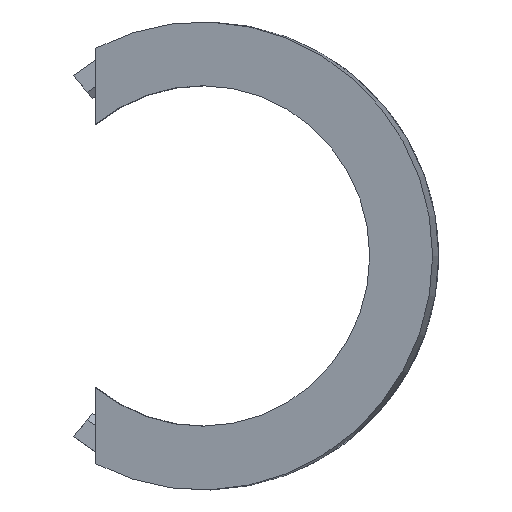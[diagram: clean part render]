
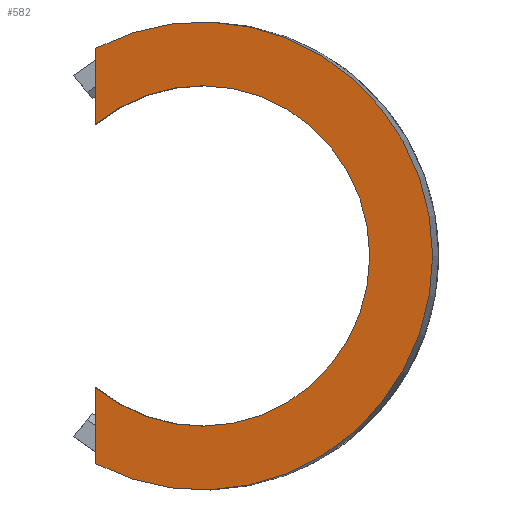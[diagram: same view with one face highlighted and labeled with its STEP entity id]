
A CAD part, top view. The second image highlights one B-rep face of the part: STEP entity #582.
In plain terms, the highlighted planar face has unit normal (-0.174, 0, 0.985).
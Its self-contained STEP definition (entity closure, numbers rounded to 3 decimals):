
#65=FACE_OUTER_BOUND('',#98,.T.);
#98=EDGE_LOOP('',(#518,#519,#520,#521));
#138=LINE('',#991,#182);
#142=LINE('',#1035,#186);
#182=VECTOR('',#801,10.);
#186=VECTOR('',#819,10.);
#222=CIRCLE('',#645,8.25);
#224=CIRCLE('',#652,6.);
#269=VERTEX_POINT('',#972);
#272=VERTEX_POINT('',#983);
#277=VERTEX_POINT('',#1024);
#278=VERTEX_POINT('',#1034);
#349=EDGE_CURVE('',#272,#269,#138,.T.);
#356=EDGE_CURVE('',#277,#269,#222,.T.);
#359=EDGE_CURVE('',#277,#278,#142,.T.);
#363=EDGE_CURVE('',#272,#278,#224,.T.);
#518=ORIENTED_EDGE('',*,*,#349,.F.);
#519=ORIENTED_EDGE('',*,*,#363,.T.);
#520=ORIENTED_EDGE('',*,*,#359,.F.);
#521=ORIENTED_EDGE('',*,*,#356,.T.);
#551=PLANE('',#651);
#582=ADVANCED_FACE('',(#65),#551,.F.);
#645=AXIS2_PLACEMENT_3D('',#1025,#813,#814);
#651=AXIS2_PLACEMENT_3D('',#1047,#828,#829);
#652=AXIS2_PLACEMENT_3D('',#1048,#830,#831);
#801=DIRECTION('',(0.,1.,0.));
#813=DIRECTION('center_axis',(-0.174,0.,0.985));
#814=DIRECTION('ref_axis',(-0.985,0.,-0.174));
#819=DIRECTION('',(0.,1.,0.));
#828=DIRECTION('center_axis',(0.174,0.,-0.985));
#829=DIRECTION('ref_axis',(-0.985,0.,-0.174));
#830=DIRECTION('center_axis',(0.174,0.,-0.985));
#831=DIRECTION('ref_axis',(-0.985,0.,-0.174));
#972=CARTESIAN_POINT('',(-3.818,7.323,2.808));
#983=CARTESIAN_POINT('',(-3.818,4.643,2.808));
#991=CARTESIAN_POINT('',(-3.818,0.,2.808));
#1024=CARTESIAN_POINT('',(-3.818,-7.323,2.808));
#1025=CARTESIAN_POINT('Origin',(-0.076,0.,
3.468));
#1034=CARTESIAN_POINT('',(-3.818,-4.643,2.808));
#1035=CARTESIAN_POINT('',(-3.818,0.,2.808));
#1047=CARTESIAN_POINT('Origin',(1.524,0.,
3.75));
#1048=CARTESIAN_POINT('Origin',(-0.076,0.,
3.468));
